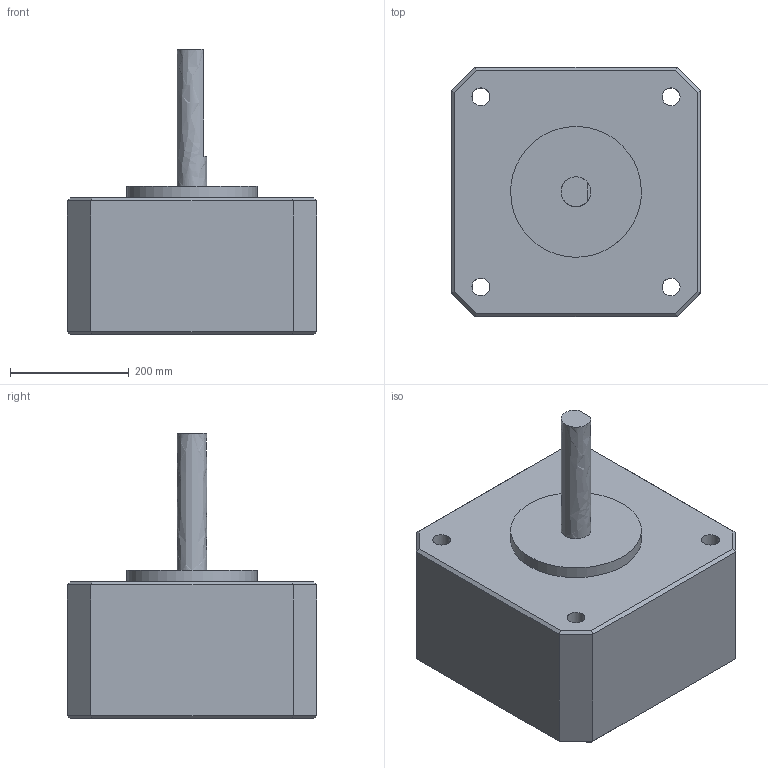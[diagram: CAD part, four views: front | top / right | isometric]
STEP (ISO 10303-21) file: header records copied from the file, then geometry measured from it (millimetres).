
FILE_DESCRIPTION(/* description */ (''),/* implementation_level */ '2;1');
FILE_NAME(/* name */ 'E-TKT_024-electronic_stepper_NEMA-17HS4023',/* time_stamp */ '2023-04-19T16:06:50-03:00',/* author */ (''),/* organization */ (''),/* preprocessor_version */ 'ST-DEVELOPER v16.5',/* originating_system */ '',/* authorisation */ '');
FILE_SCHEMA (('AUTOMOTIVE_DESIGN'));
Length unit declared in the file: centimetre
Products named in the file (1): Document
Bounding box: 420 x 420 x 480 mm (x, y, z)
Volume: 40338388.9 mm3; surface area: 832665.9 mm2
Topology: 1 solids, 1 shells, 36 faces, 80 edges, 48 vertices
Faces by surface type: plane 30, bspline 6
Entity records: 1191 total; most frequent: CARTESIAN_POINT 592, ORIENTED_EDGE 160, EDGE_CURVE 80, B_SPLINE_CURVE_WITH_KNOTS 59, VERTEX_POINT 48, EDGE_LOOP 46, ADVANCED_FACE 36, FACE_OUTER_BOUND 36
